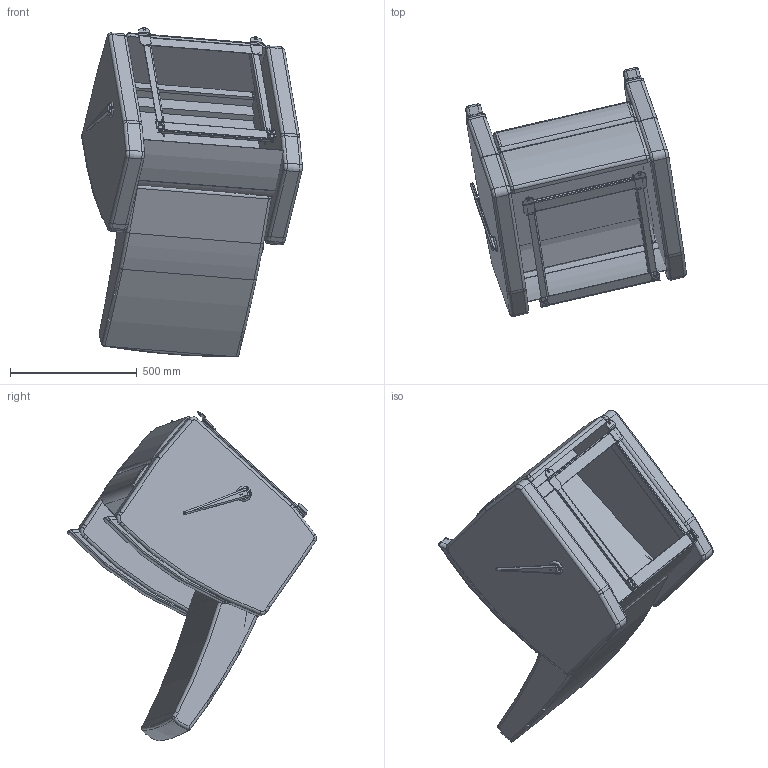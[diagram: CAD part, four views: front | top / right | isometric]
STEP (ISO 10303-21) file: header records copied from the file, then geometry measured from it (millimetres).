
FILE_DESCRIPTION(/* description */ (''),/* implementation_level */ '2;1');
FILE_NAME(/* name */ 'E1304W.stp',/* time_stamp */ '2017-09-27T14:21:36-04:00',/* author */ ('emehringer'),/* organization */ (''),/* preprocessor_version */ 'ST-DEVELOPER v16.5',/* originating_system */ 'Autodesk Inventor 2017',/* authorisation */ '');
FILE_SCHEMA (('AUTOMOTIVE_DESIGN { 1 0 10303 214 3 1 1 }'));
Length unit declared in the file: inch
Products named in the file (14): E1304U-2; HANDLE 3/4 BLK; MECH 1304 generic; H-GLIDE generic; WALL RAIL EXT generic; RAILEX-1 18.438 generic; RAILEX-1 18.438 generic_1; 3420370000 generic; UBACK E1034; USEAT 1304; MAC R1010; OD1305 UKO; E1304 UARM; H1010 UBACK COVER
Assembly tree (18 placements, depth 3):
  E1304U-2
    HANDLE 3/4 BLK
    MECH 1304 generic
      H-GLIDE generic  x2
      WALL RAIL EXT generic  x2
      RAILEX-1 18.438 generic
      RAILEX-1 18.438 generic_1
      3420370000 generic  x2
    UBACK E1034
    USEAT 1304
    MAC R1010  x2
    OD1305 UKO
    E1304 UARM  x2
    H1010 UBACK COVER
Bounding box: 871.3 x 983.41 x 1301.74 mm (x, y, z)
Volume: 148932287.8 mm3; surface area: 5137587.7 mm2
Topology: 17 solids, 17 shells, 596 faces, 1406 edges, 844 vertices
Faces by surface type: plane 228, cylinder 209, bspline 75, torus 67, sphere 16, cone 1
Full cylindrical faces by diameter (mm): 5.334 x1, 9.541 x1, 11.112 x8, 42.037 x1, 60.325 x1
Entity records: 14490 total; most frequent: CARTESIAN_POINT 4551, DIRECTION 2060, ORIENTED_EDGE 1960, EDGE_CURVE 980, AXIS2_PLACEMENT_3D 796, VERTEX_POINT 596, LINE 468, VECTOR 468
